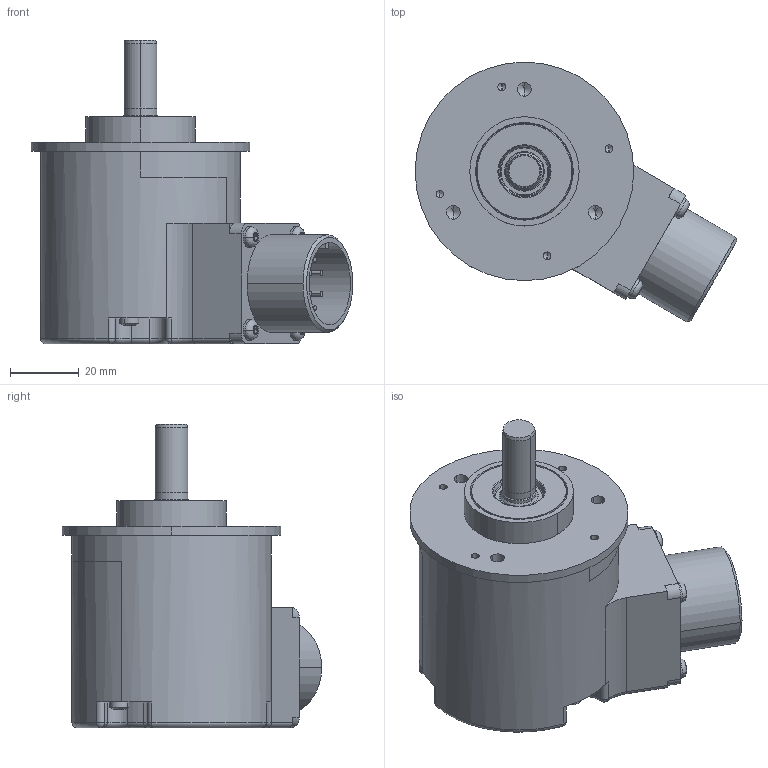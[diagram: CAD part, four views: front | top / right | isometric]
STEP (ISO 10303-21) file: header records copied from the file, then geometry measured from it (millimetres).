
FILE_DESCRIPTION((''),'2;1');
FILE_NAME('538854','2010-11-10T',('se2802'),(''),'PRO/ENGINEER BY PARAMETRIC TECHNOLOGY CORPORATION, 2010180','PRO/ENGINEER BY PARAMETRIC TECHNOLOGY CORPORATION, 2010180','');
FILE_SCHEMA(('CONFIG_CONTROL_DESIGN'));
Length unit declared in the file: millimetre
Products named in the file (1): 538854
Bounding box: 93.45 x 75.41 x 88.2 mm (x, y, z)
Volume: 184972.9 mm3; surface area: 27520.9 mm2
Topology: 1 solids, 2 shells, 1242 faces, 3323 edges, 2173 vertices
Faces by surface type: plane 564, extrusion 324, cylinder 271, torus 37, cone 26, sphere 12, bspline 8
Entity records: 42533 total; most frequent: CARTESIAN_POINT 12305, ORIENTED_EDGE 6618, DIRECTION 5506, EDGE_CURVE 3309, VERTEX_POINT 2173, VECTOR 2040, AXIS2_PLACEMENT_3D 1733, LINE 1716
